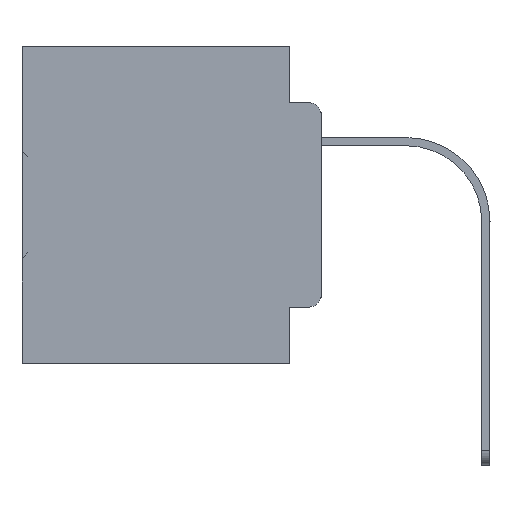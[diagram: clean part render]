
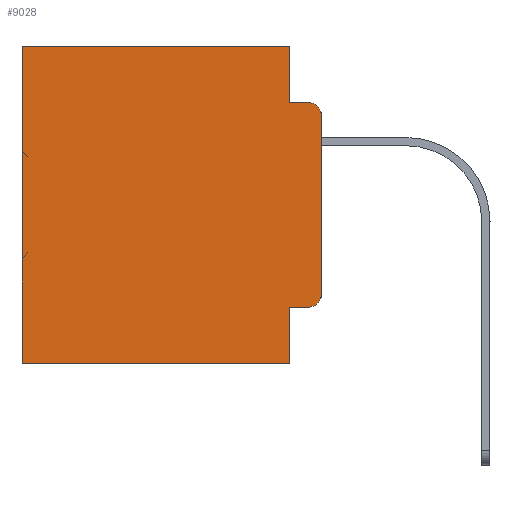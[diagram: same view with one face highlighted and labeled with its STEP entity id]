
A CAD part, left-side view. The second image highlights one B-rep face of the part: STEP entity #9028.
In plain terms, the highlighted planar face has unit normal (-1, 0, 0).
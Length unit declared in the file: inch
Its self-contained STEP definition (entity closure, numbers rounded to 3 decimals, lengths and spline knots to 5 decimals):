
#178 = VECTOR ( 'NONE', #20320, 39.37008 ) ;
#215 = VERTEX_POINT ( 'NONE', #5803 ) ;
#484 = ORIENTED_EDGE ( 'NONE', *, *, #17244, .F. ) ;
#593 = CARTESIAN_POINT ( 'NONE',  ( 0.298, 0.02, -0.0885 ) ) ;
#1413 = CARTESIAN_POINT ( 'NONE',  ( 0.298, 0., -0.3915 ) ) ;
#2112 = VERTEX_POINT ( 'NONE', #10359 ) ;
#2641 = LINE ( 'NONE', #19670, #3739 ) ;
#3329 = ORIENTED_EDGE ( 'NONE', *, *, #12586, .F. ) ;
#3739 = VECTOR ( 'NONE', #5615, 39.37008 ) ;
#3827 = CARTESIAN_POINT ( 'NONE',  ( 0.298, 0., 0. ) ) ;
#4308 = EDGE_CURVE ( 'NONE', #215, #9501, #5991, .T. ) ;
#5615 = DIRECTION ( 'NONE',  ( 0., 0., -1. ) ) ;
#5803 = CARTESIAN_POINT ( 'NONE',  ( 0.298, 0.051, 0. ) ) ;
#5991 = LINE ( 'NONE', #14676, #14949 ) ;
#6425 = EDGE_CURVE ( 'NONE', #9501, #30521, #19968, .T. ) ;
#6654 = LINE ( 'NONE', #15353, #17184 ) ;
#7630 = CARTESIAN_POINT ( 'NONE',  ( 0.298, 0.051, -0.0885 ) ) ;
#7666 = PLANE ( 'NONE',  #9965 ) ;
#8369 = LINE ( 'NONE', #16705, #8471 ) ;
#8471 = VECTOR ( 'NONE', #9909, 39.37008 ) ;
#8514 = CIRCLE ( 'NONE', #15622, 0.02 ) ;
#9028 = ADVANCED_FACE ( 'NONE', ( #30964 ), #7666, .F. ) ;
#9501 = VERTEX_POINT ( 'NONE', #7630 ) ;
#9909 = DIRECTION ( 'NONE',  ( 0., -1., 0. ) ) ;
#9965 = AXIS2_PLACEMENT_3D ( 'NONE', #19680, #35781, #22078 ) ;
#10359 = CARTESIAN_POINT ( 'NONE',  ( 0.298, 0.473, 0. ) ) ;
#11202 = VERTEX_POINT ( 'NONE', #15549 ) ;
#11362 = LINE ( 'NONE', #17467, #29029 ) ;
#11732 = DIRECTION ( 'NONE',  ( 0., 1., 0. ) ) ;
#11783 = ORIENTED_EDGE ( 'NONE', *, *, #24363, .T. ) ;
#11784 = EDGE_CURVE ( 'NONE', #28291, #19425, #19507, .T. ) ;
#12586 = EDGE_CURVE ( 'NONE', #18833, #19425, #6654, .T. ) ;
#12970 = EDGE_CURVE ( 'NONE', #215, #2112, #29364, .T. ) ;
#14248 = ORIENTED_EDGE ( 'NONE', *, *, #11784, .T. ) ;
#14676 = CARTESIAN_POINT ( 'NONE',  ( 0.298, 0.051, 0. ) ) ;
#14911 = EDGE_LOOP ( 'NONE', ( #3329, #15089, #31402, #24383, #22118, #11783, #484, #19285, #28973, #14248 ) ) ;
#14949 = VECTOR ( 'NONE', #22458, 39.37008 ) ;
#15089 = ORIENTED_EDGE ( 'NONE', *, *, #20394, .T. ) ;
#15353 = CARTESIAN_POINT ( 'NONE',  ( 0.298, 0., 0. ) ) ;
#15549 = CARTESIAN_POINT ( 'NONE',  ( 0.298, 0.473, -0.5 ) ) ;
#15622 = AXIS2_PLACEMENT_3D ( 'NONE', #33491, #36437, #22388 ) ;
#16178 = DIRECTION ( 'NONE',  ( -1., 0., 0. ) ) ;
#16705 = CARTESIAN_POINT ( 'NONE',  ( 0.298, 0.051, -0.4115 ) ) ;
#17184 = VECTOR ( 'NONE', #17934, 39.37008 ) ;
#17244 = EDGE_CURVE ( 'NONE', #17525, #11202, #11362, .T. ) ;
#17467 = CARTESIAN_POINT ( 'NONE',  ( 0.298, 0., -0.5 ) ) ;
#17525 = VERTEX_POINT ( 'NONE', #25194 ) ;
#17934 = DIRECTION ( 'NONE',  ( 0., 0., -1. ) ) ;
#18268 = CARTESIAN_POINT ( 'NONE',  ( 0.298, 0.473, 0. ) ) ;
#18779 = EDGE_CURVE ( 'NONE', #36259, #28291, #8369, .T. ) ;
#18833 = VERTEX_POINT ( 'NONE', #30569 ) ;
#19285 = ORIENTED_EDGE ( 'NONE', *, *, #21252, .F. ) ;
#19425 = VERTEX_POINT ( 'NONE', #1413 ) ;
#19507 = CIRCLE ( 'NONE', #24214, 0.02 ) ;
#19606 = CARTESIAN_POINT ( 'NONE',  ( 0.298, 0.051, -0.0885 ) ) ;
#19670 = CARTESIAN_POINT ( 'NONE',  ( 0.298, 0.051, 0. ) ) ;
#19676 = DIRECTION ( 'NONE',  ( 0., 0., -1. ) ) ;
#19680 = CARTESIAN_POINT ( 'NONE',  ( 0.298, 0., 0. ) ) ;
#19968 = LINE ( 'NONE', #19606, #178 ) ;
#20320 = DIRECTION ( 'NONE',  ( 0., -1., 0. ) ) ;
#20394 = EDGE_CURVE ( 'NONE', #18833, #30521, #8514, .T. ) ;
#21252 = EDGE_CURVE ( 'NONE', #36259, #17525, #2641, .T. ) ;
#22078 = DIRECTION ( 'NONE',  ( 0., 0., -1. ) ) ;
#22118 = ORIENTED_EDGE ( 'NONE', *, *, #12970, .T. ) ;
#22388 = DIRECTION ( 'NONE',  ( 0., 0., -1. ) ) ;
#22446 = CARTESIAN_POINT ( 'NONE',  ( 0.298, 0.02, -0.3915 ) ) ;
#22458 = DIRECTION ( 'NONE',  ( 0., 0., -1. ) ) ;
#23801 = DIRECTION ( 'NONE',  ( 0., 1., 0. ) ) ;
#24214 = AXIS2_PLACEMENT_3D ( 'NONE', #22446, #16178, #19676 ) ;
#24363 = EDGE_CURVE ( 'NONE', #2112, #11202, #32332, .T. ) ;
#24383 = ORIENTED_EDGE ( 'NONE', *, *, #4308, .F. ) ;
#25194 = CARTESIAN_POINT ( 'NONE',  ( 0.298, 0.051, -0.5 ) ) ;
#25856 = CARTESIAN_POINT ( 'NONE',  ( 0.298, 0.02, -0.4115 ) ) ;
#25925 = CARTESIAN_POINT ( 'NONE',  ( 0.298, 0.051, -0.4115 ) ) ;
#26405 = DIRECTION ( 'NONE',  ( 0., 0., -1. ) ) ;
#28291 = VERTEX_POINT ( 'NONE', #25856 ) ;
#28973 = ORIENTED_EDGE ( 'NONE', *, *, #18779, .T. ) ;
#29029 = VECTOR ( 'NONE', #11732, 39.37008 ) ;
#29364 = LINE ( 'NONE', #3827, #30801 ) ;
#30521 = VERTEX_POINT ( 'NONE', #593 ) ;
#30569 = CARTESIAN_POINT ( 'NONE',  ( 0.298, 0., -0.1085 ) ) ;
#30801 = VECTOR ( 'NONE', #23801, 39.37008 ) ;
#30964 = FACE_OUTER_BOUND ( 'NONE', #14911, .T. ) ;
#31402 = ORIENTED_EDGE ( 'NONE', *, *, #6425, .F. ) ;
#32332 = LINE ( 'NONE', #18268, #34040 ) ;
#33491 = CARTESIAN_POINT ( 'NONE',  ( 0.298, 0.02, -0.1085 ) ) ;
#34040 = VECTOR ( 'NONE', #26405, 39.37008 ) ;
#35781 = DIRECTION ( 'NONE',  ( 1., 0., 0. ) ) ;
#36259 = VERTEX_POINT ( 'NONE', #25925 ) ;
#36437 = DIRECTION ( 'NONE',  ( -1., 0., 0. ) ) ;
